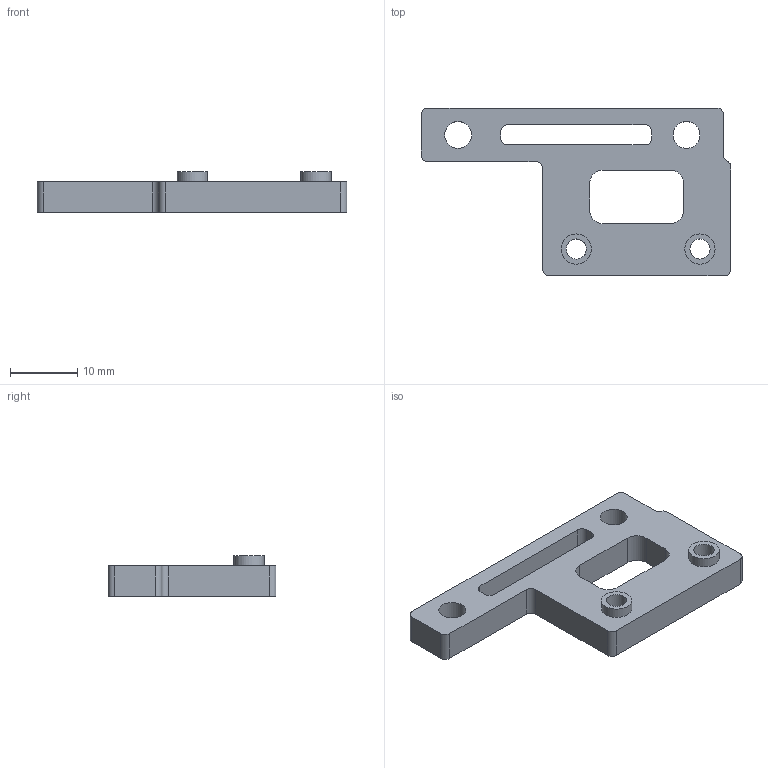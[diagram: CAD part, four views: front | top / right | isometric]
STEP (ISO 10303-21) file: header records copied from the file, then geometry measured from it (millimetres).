
FILE_DESCRIPTION(/* description */ (''),/* implementation_level */ '2;1');
FILE_NAME(/* name */ 'dc42 mount volcano.step',/* time_stamp */ '2020-06-02T15:28:50-05:00',/* author */ (''),/* organization */ (''),/* preprocessor_version */ 'ST-DEVELOPER v18.1',/* originating_system */ 'Autodesk Translation Framework v9.3.0.1241',/* authorisation */ '');
FILE_SCHEMA (('AUTOMOTIVE_DESIGN { 1 0 10303 214 3 1 1 }'));
Length unit declared in the file: millimetre
Products named in the file (3): dc42 mount Volcano; 90480A005_LOW-STRENGTH STEEL HEX NUT; 90480A005_LOW-STRENGTH STEEL HEX NUT (1)
Assembly tree (2 placements, depth 2):
  dc42 mount Volcano
    90480A005_LOW-STRENGTH STEEL HEX NUT
    90480A005_LOW-STRENGTH STEEL HEX NUT (1)
Bounding box: 46.09 x 25 x 6 mm (x, y, z)
Volume: 2691.9 mm3; surface area: 2600.8 mm2
Topology: 1 solids, 1 shells, 90 faces, 233 edges, 149 vertices
Faces by surface type: plane 33, cone 31, cylinder 24, bspline 2
Full cylindrical faces by diameter (mm): 3 x2, 4 x2, 4.5 x2
Entity records: 3527 total; most frequent: CARTESIAN_POINT 1283, ORIENTED_EDGE 466, DIRECTION 437, EDGE_CURVE 233, AXIS2_PLACEMENT_3D 170, VERTEX_POINT 149, EDGE_LOOP 106, LINE 97
